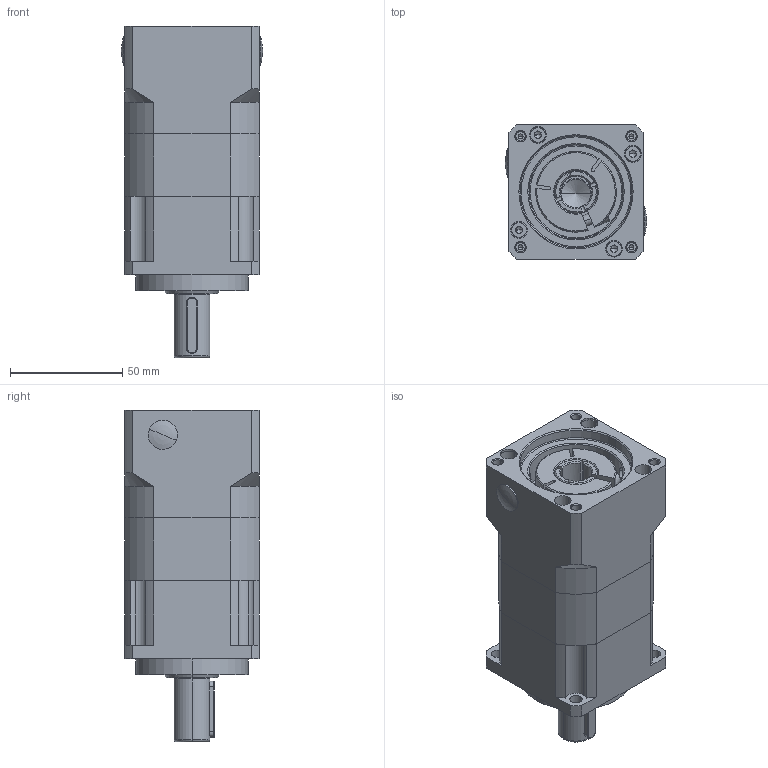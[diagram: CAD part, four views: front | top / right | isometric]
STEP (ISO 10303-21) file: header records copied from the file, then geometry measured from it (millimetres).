
FILE_DESCRIPTION (( 'STEP AP203' ), '1' );
FILE_NAME ('060邧僇俋夤.STEP', '2018-01-17T03:05:00', ( 'Sky123.Org' ), ( 'Sky123.Org' ), 'SwSTEP 2.0', 'SolidWorks 2012', '' );
FILE_SCHEMA (( 'CONFIG_CONTROL_DESIGN' ));
Length unit declared in the file: millimetre
Products named in the file (1): 060邧僇俋夤
Bounding box: 63 x 60 x 148 mm (x, y, z)
Volume: 357684.8 mm3; surface area: 72689.9 mm2
Topology: 16 solids, 17 shells, 541 faces, 1322 edges, 815 vertices
Faces by surface type: plane 192, cylinder 167, cone 110, torus 44, bspline 28
Entity records: 17056 total; most frequent: CARTESIAN_POINT 4280, DIRECTION 2751, ORIENTED_EDGE 2588, EDGE_CURVE 1294, AXIS2_PLACEMENT_3D 1102, VERTEX_POINT 815, EDGE_LOOP 609, CIRCLE 588
